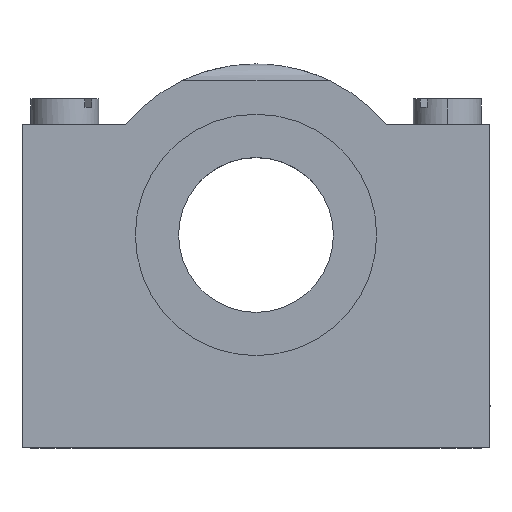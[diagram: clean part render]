
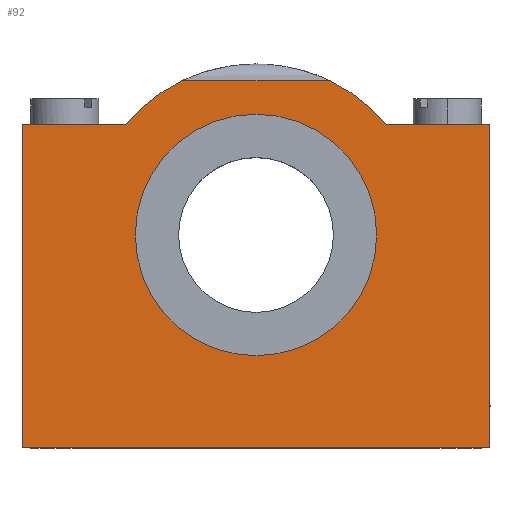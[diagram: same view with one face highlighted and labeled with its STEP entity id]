
A CAD part, top view. The second image highlights one B-rep face of the part: STEP entity #92.
In plain terms, the highlighted planar face has unit normal (0, 0, 1).
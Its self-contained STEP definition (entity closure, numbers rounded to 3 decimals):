
#92=ADVANCED_FACE('',(#185,#186),#187,.T.);
#185=FACE_BOUND('',#293,.T.);
#186=FACE_OUTER_BOUND('',#294,.T.);
#187=PLANE('',#295);
#293=EDGE_LOOP('',(#636,#637,#638));
#294=EDGE_LOOP('',(#639,#640,#641,#642,#643,#644,#645,#646));
#295=AXIS2_PLACEMENT_3D('',#647,#648,#649);
#636=ORIENTED_EDGE('',*,*,#740,.T.);
#637=ORIENTED_EDGE('',*,*,#814,.T.);
#638=ORIENTED_EDGE('',*,*,#741,.T.);
#639=ORIENTED_EDGE('',*,*,#850,.T.);
#640=ORIENTED_EDGE('',*,*,#837,.F.);
#641=ORIENTED_EDGE('',*,*,#851,.T.);
#642=ORIENTED_EDGE('',*,*,#852,.T.);
#643=ORIENTED_EDGE('',*,*,#826,.T.);
#644=ORIENTED_EDGE('',*,*,#833,.T.);
#645=ORIENTED_EDGE('',*,*,#853,.T.);
#646=ORIENTED_EDGE('',*,*,#854,.T.);
#647=CARTESIAN_POINT('',(-32.5,21.05,0.));
#648=DIRECTION('',(0.,0.,1.0));
#649=DIRECTION('',(0.,-1.0,0.));
#740=EDGE_CURVE('',#879,#877,#880,.T.);
#741=EDGE_CURVE('',#873,#879,#881,.T.);
#814=EDGE_CURVE('',#877,#873,#1002,.T.);
#826=EDGE_CURVE('',#1024,#1022,#1025,.T.);
#833=EDGE_CURVE('',#1022,#1034,#1036,.T.);
#837=EDGE_CURVE('',#1041,#1038,#1043,.T.);
#850=EDGE_CURVE('',#1064,#1038,#1065,.T.);
#851=EDGE_CURVE('',#1041,#1066,#1067,.T.);
#852=EDGE_CURVE('',#1066,#1024,#1068,.T.);
#853=EDGE_CURVE('',#1034,#1069,#1070,.T.);
#854=EDGE_CURVE('',#1069,#1064,#1071,.T.);
#873=VERTEX_POINT('',#1100);
#877=VERTEX_POINT('',#1104);
#879=VERTEX_POINT('',#1106);
#880=CIRCLE('',#1107,14.186);
#881=CIRCLE('',#1108,14.186);
#1002=CIRCLE('',#1269,14.186);
#1022=VERTEX_POINT('',#1293);
#1024=VERTEX_POINT('',#1296);
#1025=LINE('',#1297,#1298);
#1034=VERTEX_POINT('',#1311);
#1036=LINE('',#1314,#1315);
#1038=VERTEX_POINT('',#1318);
#1041=VERTEX_POINT('',#1334);
#1043=LINE('',#1349,#1350);
#1064=VERTEX_POINT('',#1404);
#1065=CIRCLE('',#1405,20.1);
#1066=VERTEX_POINT('',#1406);
#1067=CIRCLE('',#1407,20.1);
#1068=LINE('',#1408,#1409);
#1069=VERTEX_POINT('',#1410);
#1070=LINE('',#1411,#1412);
#1071=LINE('',#1413,#1414);
#1100=CARTESIAN_POINT('',(-14.186,25.0,0.));
#1104=CARTESIAN_POINT('',(14.186,25.0,0.));
#1106=CARTESIAN_POINT('',(0.,39.186,0.));
#1107=AXIS2_PLACEMENT_3D('',#1456,#1457,#1458);
#1108=AXIS2_PLACEMENT_3D('',#1459,#1460,#1461);
#1269=AXIS2_PLACEMENT_3D('',#1598,#1599,#1600);
#1293=CARTESIAN_POINT('',(-27.5,0.,0.));
#1296=CARTESIAN_POINT('',(-27.5,38.0,0.));
#1297=CARTESIAN_POINT('',(-27.5,20.025,0.));
#1298=VECTOR('',#1624,1.0);
#1311=CARTESIAN_POINT('',(27.5,0.,0.));
#1314=CARTESIAN_POINT('',(-16.25,0.,0.));
#1315=VECTOR('',#1633,1.0);
#1318=CARTESIAN_POINT('',(8.741,43.1,0.));
#1334=CARTESIAN_POINT('',(-8.741,43.1,0.));
#1349=CARTESIAN_POINT('',(-32.5,43.1,0.));
#1350=VECTOR('',#1635,1.0);
#1404=CARTESIAN_POINT('',(15.33,38.0,0.));
#1405=AXIS2_PLACEMENT_3D('',#1652,#1653,#1654);
#1406=CARTESIAN_POINT('',(-15.33,38.0,0.));
#1407=AXIS2_PLACEMENT_3D('',#1655,#1656,#1657);
#1408=CARTESIAN_POINT('',(-26.958,38.0,0.));
#1409=VECTOR('',#1658,1.0);
#1410=CARTESIAN_POINT('',(27.5,38.0,0.));
#1411=CARTESIAN_POINT('',(27.5,20.025,0.));
#1412=VECTOR('',#1659,1.0);
#1413=CARTESIAN_POINT('',(-5.542,38.0,0.));
#1414=VECTOR('',#1660,1.0);
#1456=CARTESIAN_POINT('',(0.,25.0,0.));
#1457=DIRECTION('',(0.,0.,-1.0));
#1458=DIRECTION('',(0.,-1.0,0.));
#1459=CARTESIAN_POINT('',(0.,25.0,0.));
#1460=DIRECTION('',(0.,0.,-1.0));
#1461=DIRECTION('',(0.,-1.0,0.));
#1598=CARTESIAN_POINT('',(0.,25.0,0.));
#1599=DIRECTION('',(0.,0.,-1.0));
#1600=DIRECTION('',(0.,-1.0,0.));
#1624=DIRECTION('',(0.,-1.0,0.));
#1633=DIRECTION('',(1.0,0.,0.));
#1635=DIRECTION('',(1.0,0.0,0.));
#1652=CARTESIAN_POINT('',(0.,25.0,0.));
#1653=DIRECTION('',(0.,0.,1.0));
#1654=DIRECTION('',(-1.0,0.,0.));
#1655=CARTESIAN_POINT('',(0.,25.0,0.));
#1656=DIRECTION('',(0.,0.,1.0));
#1657=DIRECTION('',(-1.0,0.,0.));
#1658=DIRECTION('',(-1.0,0.0,0.));
#1659=DIRECTION('',(0.,1.0,0.));
#1660=DIRECTION('',(-1.0,0.0,0.));
